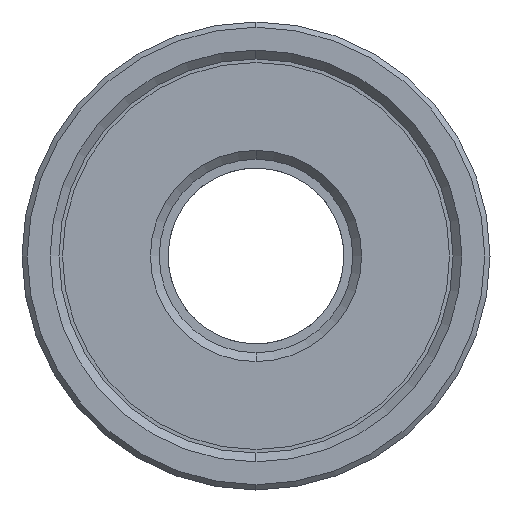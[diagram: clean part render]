
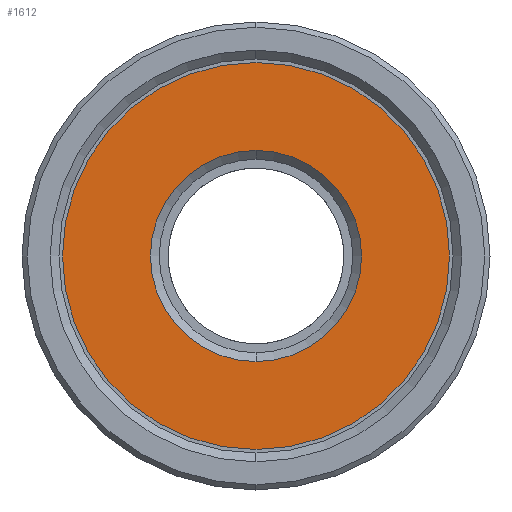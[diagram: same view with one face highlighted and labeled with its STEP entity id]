
A CAD part, left-side view. The second image highlights one B-rep face of the part: STEP entity #1612.
In plain terms, the highlighted planar face has unit normal (-1, 0, 0).
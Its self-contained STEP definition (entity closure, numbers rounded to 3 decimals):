
#61 = AXIS2_PLACEMENT_3D ( 'NONE', #710, #1470, #1528 ) ;
#114 = AXIS2_PLACEMENT_3D ( 'NONE', #421, #1103, #1906 ) ;
#282 = ORIENTED_EDGE ( 'NONE', *, *, #1289, .T. ) ;
#371 = VERTEX_POINT ( 'NONE', #1590 ) ;
#421 = CARTESIAN_POINT ( 'NONE',  ( 22., 0., 0. ) ) ;
#453 = CARTESIAN_POINT ( 'NONE',  ( 22., 0., 6. ) ) ;
#487 = CARTESIAN_POINT ( 'NONE',  ( 22., 0., 0. ) ) ;
#542 = DIRECTION ( 'NONE',  ( 0., 0., -1. ) ) ;
#546 = VERTEX_POINT ( 'NONE', #1936 ) ;
#612 = VERTEX_POINT ( 'NONE', #1516 ) ;
#665 = EDGE_CURVE ( 'NONE', #680, #546, #1266, .T. ) ;
#680 = VERTEX_POINT ( 'NONE', #453 ) ;
#710 = CARTESIAN_POINT ( 'NONE',  ( 22., 0., 0. ) ) ;
#745 = DIRECTION ( 'NONE',  ( 0., 0., -1. ) ) ;
#747 = EDGE_CURVE ( 'NONE', #612, #371, #1934, .T. ) ;
#1103 = DIRECTION ( 'NONE',  ( -1., 0., 0. ) ) ;
#1196 = ORIENTED_EDGE ( 'NONE', *, *, #1495, .T. ) ;
#1197 = FACE_BOUND ( 'NONE', #1780, .T. ) ;
#1265 = CARTESIAN_POINT ( 'NONE',  ( 22., 5.5, 0. ) ) ;
#1266 = CIRCLE ( 'NONE', #2105, 6. ) ;
#1289 = EDGE_CURVE ( 'NONE', #371, #612, #1584, .T. ) ;
#1419 = DIRECTION ( 'NONE',  ( 0., 0., -1. ) ) ;
#1443 = ORIENTED_EDGE ( 'NONE', *, *, #747, .T. ) ;
#1448 = AXIS2_PLACEMENT_3D ( 'NONE', #1705, #1562, #745 ) ;
#1470 = DIRECTION ( 'NONE',  ( -1., 0., 0. ) ) ;
#1495 = EDGE_CURVE ( 'NONE', #546, #680, #1917, .T. ) ;
#1516 = CARTESIAN_POINT ( 'NONE',  ( 22., 0., 11.2 ) ) ;
#1528 = DIRECTION ( 'NONE',  ( 0., 0., 1. ) ) ;
#1562 = DIRECTION ( 'NONE',  ( 1., 0., 0. ) ) ;
#1573 = PLANE ( 'NONE',  #1993 ) ;
#1584 = CIRCLE ( 'NONE', #61, 11.2 ) ;
#1590 = CARTESIAN_POINT ( 'NONE',  ( 22., 0., -11.2 ) ) ;
#1607 = DIRECTION ( 'NONE',  ( 1., 0., 0. ) ) ;
#1612 = ADVANCED_FACE ( 'NONE', ( #1197, #2068 ), #1573, .F. ) ;
#1669 = ORIENTED_EDGE ( 'NONE', *, *, #665, .T. ) ;
#1705 = CARTESIAN_POINT ( 'NONE',  ( 22., 0., 0. ) ) ;
#1780 = EDGE_LOOP ( 'NONE', ( #1669, #1196 ) ) ;
#1793 = DIRECTION ( 'NONE',  ( 1., 0., 0. ) ) ;
#1906 = DIRECTION ( 'NONE',  ( 0., 0., 1. ) ) ;
#1917 = CIRCLE ( 'NONE', #1448, 6. ) ;
#1934 = CIRCLE ( 'NONE', #114, 11.2 ) ;
#1936 = CARTESIAN_POINT ( 'NONE',  ( 22., 0., -6. ) ) ;
#1993 = AXIS2_PLACEMENT_3D ( 'NONE', #1265, #1607, #542 ) ;
#2068 = FACE_OUTER_BOUND ( 'NONE', #2092, .T. ) ;
#2092 = EDGE_LOOP ( 'NONE', ( #1443, #282 ) ) ;
#2105 = AXIS2_PLACEMENT_3D ( 'NONE', #487, #1793, #1419 ) ;
